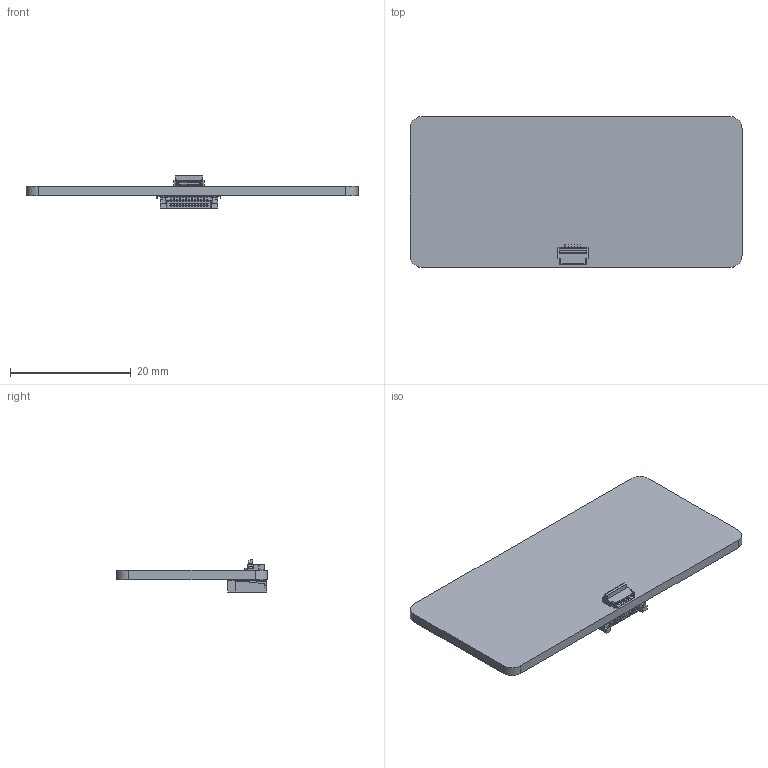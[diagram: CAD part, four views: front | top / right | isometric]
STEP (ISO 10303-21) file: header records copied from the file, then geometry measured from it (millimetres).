
FILE_DESCRIPTION(('Open CASCADE Model'),'2;1');
FILE_NAME('Open CASCADE Shape Model','2023-09-18T10:43:16',('Author'),( 'Open CASCADE'),'Open CASCADE STEP processor 7.5','Open CASCADE 7.5' ,'Unknown');
FILE_SCHEMA(('AUTOMOTIVE_DESIGN { 1 0 10303 214 1 1 1 1 }'));
Length unit declared in the file: millimetre
Products named in the file (12): PCB; Board; Open CASCADE STEP translator 7.5 1.1.1; J2; xf3m_1_-0615-1b; J3; FFC2B28-06-G; FFC2B28_SP; FFC2B28-06-G_C; FFC2B28-G_P; FFC2B28-06-G_H; FFC2B28-06-G_D
Assembly tree (17 placements, depth 4):
  PCB
    Board
      Open CASCADE STEP translator 7.5 1.1.1
    J2
      xf3m_1_-0615-1b
    J3
      FFC2B28-06-G
        FFC2B28_SP  x2
        FFC2B28-06-G_C
        FFC2B28-G_P  x6
        FFC2B28-06-G_H
        FFC2B28-06-G_D
Bounding box: 55 x 25 x 5.31 mm (x, y, z)
Volume: 2271.1 mm3; surface area: 3437.7 mm2
Topology: 12 solids, 12 shells, 1144 faces, 3220 edges, 2103 vertices
Faces by surface type: plane 1051, cylinder 93
Entity records: 30701 total; most frequent: CARTESIAN_POINT 5267, ORIENTED_EDGE 5234, DIRECTION 4607, EDGE_CURVE 2617, LINE 2525, VECTOR 2525, VERTEX_POINT 1700, AXIS2_PLACEMENT_3D 1041
